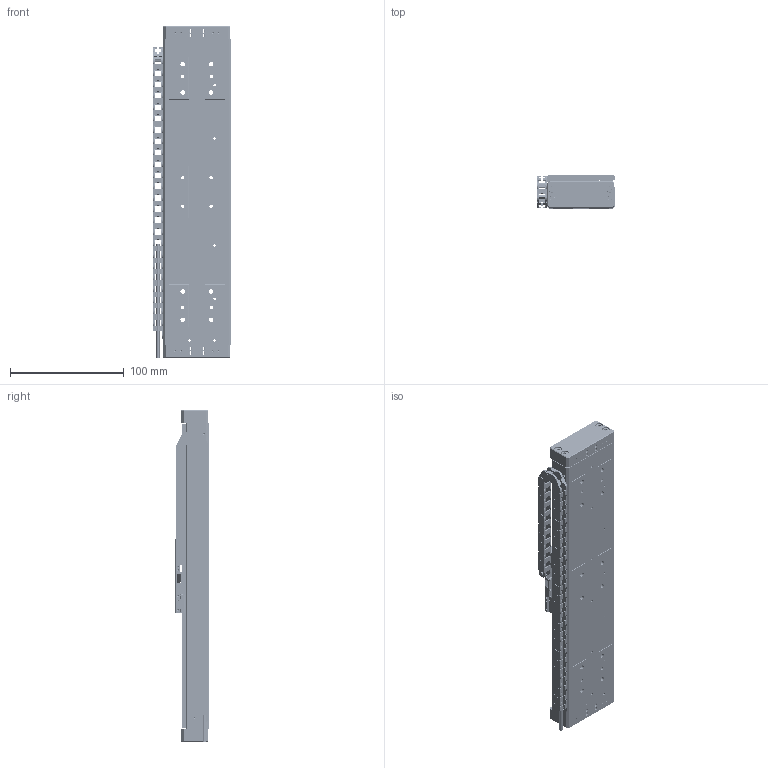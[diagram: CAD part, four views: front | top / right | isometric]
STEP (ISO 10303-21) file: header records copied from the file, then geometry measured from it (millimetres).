
FILE_DESCRIPTION (( 'STEP AP214' ), '1' );
FILE_NAME ('PPS-60-24X1X.STEP', '2023-03-01T23:29:34', ( '' ), ( '' ), 'SwSTEP 2.0', 'SolidWorks 2020', '' );
FILE_SCHEMA (( 'AUTOMOTIVE_DESIGN' ));
Length unit declared in the file: millimetre
Products named in the file (21): 430559 PPS-60, Carriage, L65mm; IGUS chain, PPS-60_200mm; 430561 PPS-60, End Support, Linear Shaft; 430562 PPS-60, Cable Clamp, Carriage; 430561 Dowel Pin Press Fit Assembly; Cable Chain exit cable; SCREW, MS-PPH, M-JCIS_M2 x 0.4 x 6mm; Screw, SHCS-L, M-DIN_M3 x 0.5 x 06mm; 130174 Bearing Slide Rail, PPS-60_200mm; PPS-60-24X1X; SCREW, MS-PPH, M-JCIS_M2 x 0.4 x 7mm; SCREW, MS-PPH, M-JCIS_M1.6 x 0.35 x 4mm; SCREW, SHCS-S, M-DIN_M2 x 0.4 x 03mm; Dowel Pin, E-NR_E1''16 x 3''8in; Dowel Pin, M-DIN_M01.5 x 005; SCREW, SHCS-S, M-DIN_M3 x 0.5 x 12mm; IGUS chain link; PPS-60, Base, Master Part_200mm; IGUS chain, end link; 130174 PPS-60, Bearing Block
Assembly tree (120 placements, depth 3):
  PPS-60-24X1X
    PPS-60, Base, Master Part_200mm
    430559 PPS-60, Carriage, L65mm
    430562 PPS-60, Cable Clamp, Carriage
    SCREW, SHCS-S, M-DIN_M3 x 0.5 x 12mm  x8
    SCREW, MS-PPH, M-JCIS_M1.6 x 0.35 x 4mm  x4
    SCREW, SHCS-S, M-DIN_M2 x 0.4 x 03mm  x8
    Dowel Pin, M-DIN_M01.5 x 005  x2
    130174 PPS-60, Bearing Block  x4
    130174 Bearing Slide Rail, PPS-60_200mm  x2
    SCREW, MS-PPH, M-JCIS_M2 x 0.4 x 6mm  x28
    SCREW, MS-PPH, M-JCIS_M2 x 0.4 x 7mm  x7
    430561 Dowel Pin Press Fit Assembly
      430561 PPS-60, End Support, Linear Shaft
      Dowel Pin, E-NR_E1''16 x 3''8in  x4
    430561 Dowel Pin Press Fit Assembly
      430561 PPS-60, End Support, Linear Shaft
      Dowel Pin, E-NR_E1''16 x 3''8in  x4
    Screw, SHCS-L, M-DIN_M3 x 0.5 x 06mm  x3
    IGUS chain, PPS-60_200mm
      IGUS chain, end link
      IGUS chain link  x36
    Cable Chain exit cable
Bounding box: 68.7 x 30 x 292 mm (x, y, z)
Volume: 219326.1 mm3; surface area: 128107.1 mm2
Topology: 117 solids, 117 shells, 5683 faces, 14144 edges, 8916 vertices
Faces by surface type: plane 3039, cylinder 1809, cone 445, torus 390
Entity records: 53402 total; most frequent: DIRECTION 9260, CARTESIAN_POINT 9133, ORIENTED_EDGE 8120, EDGE_CURVE 4060, AXIS2_PLACEMENT_3D 3494, VERTEX_POINT 2631, LINE 2272, VECTOR 2272
